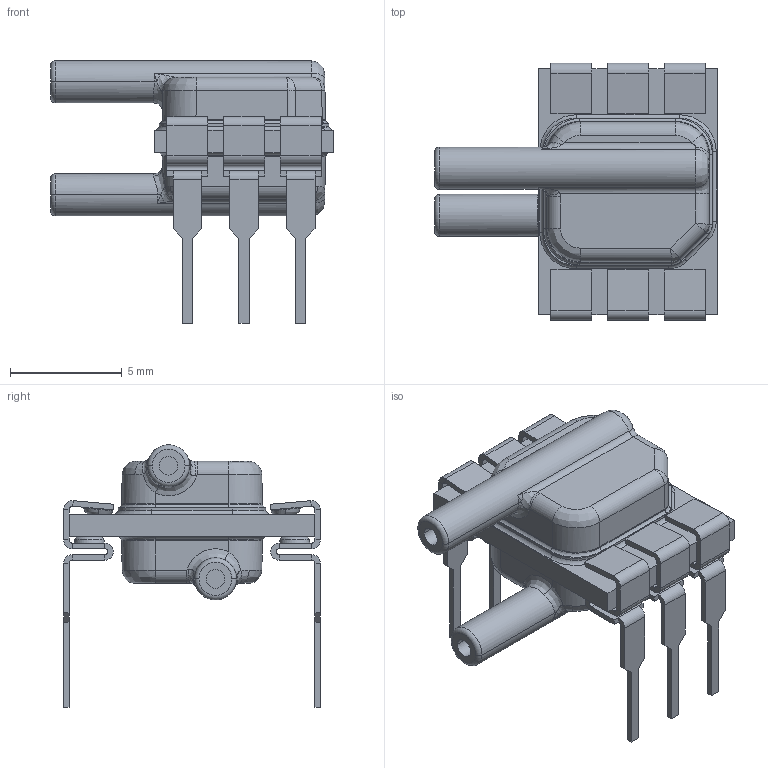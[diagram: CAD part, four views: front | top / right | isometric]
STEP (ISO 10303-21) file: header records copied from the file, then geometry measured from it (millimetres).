
FILE_DESCRIPTION((''),'2;1');
FILE_NAME('32304676_WET','2015-04-29T',('H116907'),(''),'PRO/ENGINEER BY PARAMETRIC TECHNOLOGY CORPORATION, 2013410','PRO/ENGINEER BY PARAMETRIC TECHNOLOGY CORPORATION, 2013410','');
FILE_SCHEMA(('CONFIG_CONTROL_DESIGN'));
Length unit declared in the file: millimetre
Products named in the file (1): 32304676_WET
Bounding box: 12.65 x 11.5 x 11.74 mm (x, y, z)
Volume: 353.7 mm3; surface area: 640 mm2
Topology: 1 solids, 1 shells, 492 faces, 1106 edges, 620 vertices
Faces by surface type: plane 275, cylinder 112, bspline 50, torus 31, cone 24
Entity records: 16006 total; most frequent: CARTESIAN_POINT 5291, ORIENTED_EDGE 2212, DIRECTION 2203, EDGE_CURVE 1106, AXIS2_PLACEMENT_3D 755, VECTOR 693, LINE 693, VERTEX_POINT 620
